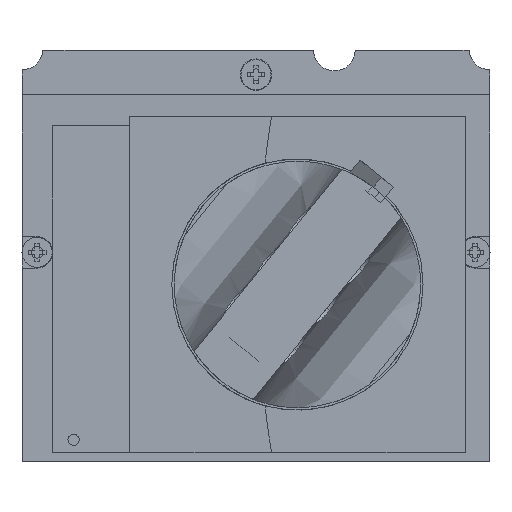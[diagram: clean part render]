
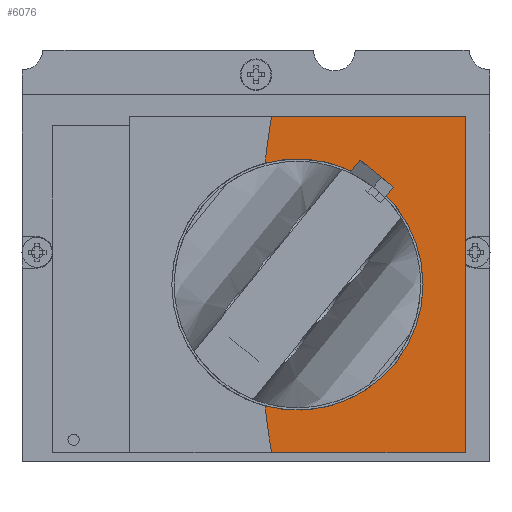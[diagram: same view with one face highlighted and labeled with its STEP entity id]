
A CAD part, top view. The second image highlights one B-rep face of the part: STEP entity #6076.
In plain terms, the highlighted planar face has unit normal (0, 0, 1).
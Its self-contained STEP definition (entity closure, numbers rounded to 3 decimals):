
#5585=CARTESIAN_POINT('',(0.004,0.034,8.228));
#5586=DIRECTION('',(0.,0.,1.));
#5587=DIRECTION('',(1.,0.,0.));
#5588=AXIS2_PLACEMENT_3D('',#5585,#5586,#5587);
#5590=CARTESIAN_POINT('',(224.182,0.034,8.228));
#5591=DIRECTION('',(0.,0.,-1.));
#5592=DIRECTION('',(-0.993,0.116,0.));
#5593=AXIS2_PLACEMENT_3D('',#5590,#5591,#5592);
#5595=DIRECTION('',(1.,0.,0.));
#5596=VECTOR('',#5595,43.284);
#5597=CARTESIAN_POINT('',(-5.78,37.534,8.228));
#5598=LINE('',#5597,#5596);
#5599=DIRECTION('',(0.,-1.,0.));
#5600=VECTOR('',#5599,75.);
#5601=CARTESIAN_POINT('',(37.504,37.534,8.228));
#5602=LINE('',#5601,#5600);
#5603=DIRECTION('',(-1.,0.,0.));
#5604=VECTOR('',#5603,43.284);
#5605=CARTESIAN_POINT('',(37.504,-37.466,8.228));
#5606=LINE('',#5605,#5604);
#5607=CARTESIAN_POINT('',(224.182,0.034,8.228));
#5608=DIRECTION('',(0.,0.,-1.));
#5609=DIRECTION('',(-0.987,-0.161,0.));
#5610=AXIS2_PLACEMENT_3D('',#5607,#5608,#5609);
#5612=CARTESIAN_POINT('',(0.004,0.034,8.228));
#5613=DIRECTION('',(0.,0.,1.));
#5614=DIRECTION('',(-0.258,-0.966,0.));
#5615=AXIS2_PLACEMENT_3D('',#5612,#5613,#5614);
#5943=CARTESIAN_POINT('',(28.065,0.034,8.228));
#5944=CARTESIAN_POINT('',(-7.235,27.144,8.228));
#5945=VERTEX_POINT('',#5943);
#5946=VERTEX_POINT('',#5944);
#5947=CARTESIAN_POINT('',(-5.78,37.534,8.228));
#5948=VERTEX_POINT('',#5947);
#5949=CARTESIAN_POINT('',(37.504,37.534,8.228));
#5950=VERTEX_POINT('',#5949);
#5951=CARTESIAN_POINT('',(37.504,-37.466,8.228));
#5952=VERTEX_POINT('',#5951);
#5953=CARTESIAN_POINT('',(-5.78,-37.466,8.228));
#5954=VERTEX_POINT('',#5953);
#5955=CARTESIAN_POINT('',(-7.235,-27.077,8.228));
#5956=VERTEX_POINT('',#5955);
#6055=CARTESIAN_POINT('',(0.,0.,8.228));
#6056=DIRECTION('',(0.,0.,-1.));
#6057=DIRECTION('',(1.,0.,0.));
#6058=AXIS2_PLACEMENT_3D('',#6055,#6056,#6057);
#6059=PLANE('',#6058);
#6061=ORIENTED_EDGE('',*,*,#6060,.T.);
#6063=ORIENTED_EDGE('',*,*,#6062,.T.);
#6065=ORIENTED_EDGE('',*,*,#6064,.T.);
#6067=ORIENTED_EDGE('',*,*,#6066,.T.);
#6069=ORIENTED_EDGE('',*,*,#6068,.T.);
#6071=ORIENTED_EDGE('',*,*,#6070,.T.);
#6073=ORIENTED_EDGE('',*,*,#6072,.T.);
#6074=EDGE_LOOP('',(#6061,#6063,#6065,#6067,#6069,#6071,#6073));
#6075=FACE_OUTER_BOUND('',#6074,.F.);
#6076=ADVANCED_FACE('',(#6075),#6059,.F.);
#5589=CIRCLE('',#5588,28.06);
#5594=CIRCLE('',#5593,233.);
#5611=CIRCLE('',#5610,233.);
#5616=CIRCLE('',#5615,28.06);
#6060=EDGE_CURVE('',#5945,#5946,#5589,.T.);
#6062=EDGE_CURVE('',#5946,#5948,#5594,.T.);
#6064=EDGE_CURVE('',#5948,#5950,#5598,.T.);
#6066=EDGE_CURVE('',#5950,#5952,#5602,.T.);
#6068=EDGE_CURVE('',#5952,#5954,#5606,.T.);
#6070=EDGE_CURVE('',#5954,#5956,#5611,.T.);
#6072=EDGE_CURVE('',#5956,#5945,#5616,.T.);
